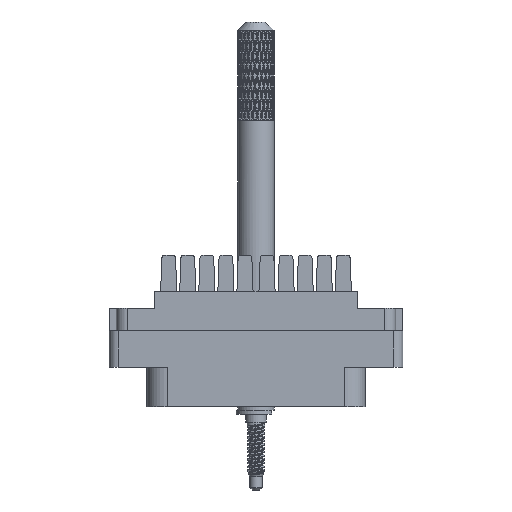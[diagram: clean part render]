
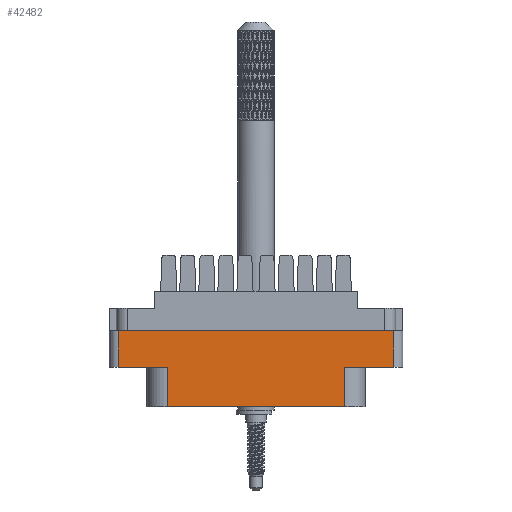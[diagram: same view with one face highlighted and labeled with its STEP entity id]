
A CAD part, front view. The second image highlights one B-rep face of the part: STEP entity #42482.
In plain terms, the highlighted planar face has unit normal (0, -1, 0).
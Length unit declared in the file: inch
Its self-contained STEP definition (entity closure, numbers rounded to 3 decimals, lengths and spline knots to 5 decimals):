
#477 = VECTOR ( 'NONE', #89309, 39.37008 ) ;
#1536 = DIRECTION ( 'NONE',  ( 1., 0., 0. ) ) ;
#3098 = DIRECTION ( 'NONE',  ( 1., 0., 0. ) ) ;
#6306 = CARTESIAN_POINT ( 'NONE',  ( -0.938, -0.438, -0.789 ) ) ;
#6743 = VECTOR ( 'NONE', #40336, 39.37008 ) ;
#7163 = PLANE ( 'NONE',  #39722 ) ;
#8889 = CARTESIAN_POINT ( 'NONE',  ( 0., -0.438, -0.52 ) ) ;
#9011 = ORIENTED_EDGE ( 'NONE', *, *, #52986, .T. ) ;
#10562 = CARTESIAN_POINT ( 'NONE',  ( -0.604, -0.438, -0.52 ) ) ;
#10913 = VERTEX_POINT ( 'NONE', #30565 ) ;
#11348 = ORIENTED_EDGE ( 'NONE', *, *, #86592, .F. ) ;
#12948 = FACE_OUTER_BOUND ( 'NONE', #61326, .T. ) ;
#13979 = DIRECTION ( 'NONE',  ( 0., 0., -1. ) ) ;
#14557 = CARTESIAN_POINT ( 'NONE',  ( -0.604, -0.438, -0.789 ) ) ;
#15728 = VERTEX_POINT ( 'NONE', #10562 ) ;
#15753 = DIRECTION ( 'NONE',  ( 0., 0., 1. ) ) ;
#16002 = VECTOR ( 'NONE', #68253, 39.37008 ) ;
#19134 = CARTESIAN_POINT ( 'NONE',  ( 0.604, -0.438, -0.52 ) ) ;
#19303 = LINE ( 'NONE', #40442, #36246 ) ;
#23212 = VERTEX_POINT ( 'NONE', #14557 ) ;
#23658 = CARTESIAN_POINT ( 'NONE',  ( 0.938, -0.438, -0.789 ) ) ;
#25642 = CARTESIAN_POINT ( 'NONE',  ( -0.938, -0.438, -0.52 ) ) ;
#26116 = VERTEX_POINT ( 'NONE', #64705 ) ;
#29489 = ORIENTED_EDGE ( 'NONE', *, *, #68280, .T. ) ;
#30565 = CARTESIAN_POINT ( 'NONE',  ( 0.604, -0.438, -0.52 ) ) ;
#30665 = EDGE_CURVE ( 'NONE', #15728, #23212, #51787, .T. ) ;
#32210 = EDGE_CURVE ( 'NONE', #60002, #98705, #19303, .T. ) ;
#33557 = VECTOR ( 'NONE', #1536, 39.37008 ) ;
#35060 = VECTOR ( 'NONE', #15753, 39.37008 ) ;
#36246 = VECTOR ( 'NONE', #3098, 39.37008 ) ;
#38273 = DIRECTION ( 'NONE',  ( 0., 0., -1. ) ) ;
#38992 = EDGE_CURVE ( 'NONE', #23212, #26116, #86025, .T. ) ;
#39122 = ORIENTED_EDGE ( 'NONE', *, *, #30665, .T. ) ;
#39722 = AXIS2_PLACEMENT_3D ( 'NONE', #86233, #94070, #13979 ) ;
#40169 = CARTESIAN_POINT ( 'NONE',  ( -0.938, -0.438, -0.268 ) ) ;
#40336 = DIRECTION ( 'NONE',  ( -1., 0., 0. ) ) ;
#40442 = CARTESIAN_POINT ( 'NONE',  ( 0., -0.438, -0.268 ) ) ;
#42482 = ADVANCED_FACE ( 'NONE', ( #12948 ), #7163, .T. ) ;
#44205 = CARTESIAN_POINT ( 'NONE',  ( -1., -0.438, -0.789 ) ) ;
#46698 = ORIENTED_EDGE ( 'NONE', *, *, #32210, .F. ) ;
#51787 = LINE ( 'NONE', #84203, #64556 ) ;
#52986 = EDGE_CURVE ( 'NONE', #26116, #10913, #73094, .T. ) ;
#57093 = LINE ( 'NONE', #8889, #6743 ) ;
#58620 = DIRECTION ( 'NONE',  ( 0., 0., -1. ) ) ;
#60002 = VERTEX_POINT ( 'NONE', #40169 ) ;
#60545 = CARTESIAN_POINT ( 'NONE',  ( 0.938, -0.438, -0.52 ) ) ;
#61326 = EDGE_LOOP ( 'NONE', ( #46698, #78257, #63507, #39122, #73765, #9011, #11348, #29489 ) ) ;
#63507 = ORIENTED_EDGE ( 'NONE', *, *, #70326, .T. ) ;
#63577 = VECTOR ( 'NONE', #38273, 39.37008 ) ;
#64556 = VECTOR ( 'NONE', #58620, 39.37008 ) ;
#64705 = CARTESIAN_POINT ( 'NONE',  ( 0.604, -0.438, -0.789 ) ) ;
#66450 = LINE ( 'NONE', #81099, #33557 ) ;
#68253 = DIRECTION ( 'NONE',  ( 1., 0., 0. ) ) ;
#68280 = EDGE_CURVE ( 'NONE', #70906, #98705, #95337, .T. ) ;
#70326 = EDGE_CURVE ( 'NONE', #70405, #15728, #66450, .T. ) ;
#70405 = VERTEX_POINT ( 'NONE', #25642 ) ;
#70906 = VERTEX_POINT ( 'NONE', #60545 ) ;
#73094 = LINE ( 'NONE', #19134, #477 ) ;
#73765 = ORIENTED_EDGE ( 'NONE', *, *, #38992, .T. ) ;
#78046 = LINE ( 'NONE', #6306, #63577 ) ;
#78257 = ORIENTED_EDGE ( 'NONE', *, *, #86580, .T. ) ;
#81099 = CARTESIAN_POINT ( 'NONE',  ( 0., -0.438, -0.52 ) ) ;
#84203 = CARTESIAN_POINT ( 'NONE',  ( -0.604, -0.438, -0.789 ) ) ;
#85094 = CARTESIAN_POINT ( 'NONE',  ( 0.938, -0.438, -0.268 ) ) ;
#86025 = LINE ( 'NONE', #44205, #16002 ) ;
#86233 = CARTESIAN_POINT ( 'NONE',  ( -1., -0.438, -0.789 ) ) ;
#86580 = EDGE_CURVE ( 'NONE', #60002, #70405, #78046, .T. ) ;
#86592 = EDGE_CURVE ( 'NONE', #70906, #10913, #57093, .T. ) ;
#89309 = DIRECTION ( 'NONE',  ( 0., 0., 1. ) ) ;
#94070 = DIRECTION ( 'NONE',  ( 0., -1., 0. ) ) ;
#95337 = LINE ( 'NONE', #23658, #35060 ) ;
#98705 = VERTEX_POINT ( 'NONE', #85094 ) ;
